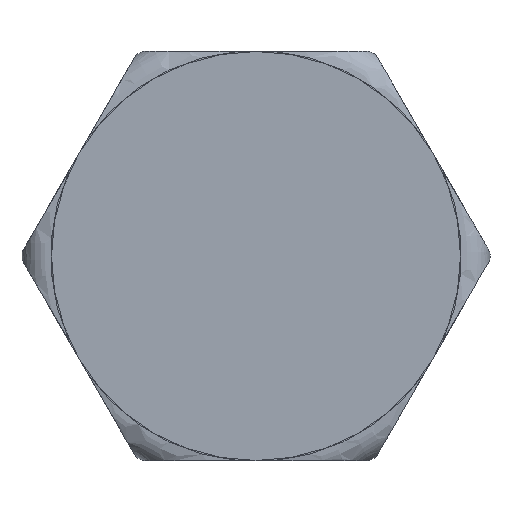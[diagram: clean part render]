
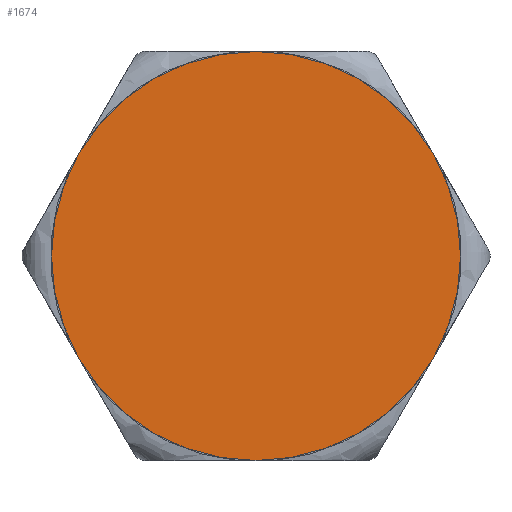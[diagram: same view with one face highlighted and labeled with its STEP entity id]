
A CAD part, left-side view. The second image highlights one B-rep face of the part: STEP entity #1674.
In plain terms, the highlighted planar face has unit normal (-1, 0, 0).
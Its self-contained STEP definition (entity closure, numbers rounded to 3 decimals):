
#349=PLANE('',#1869);
#458=FACE_OUTER_BOUND('',#576,.T.);
#576=EDGE_LOOP('',(#1442));
#633=CIRCLE('',#1810,14.29);
#755=VERTEX_POINT('',#5641);
#951=EDGE_CURVE('',#755,#755,#633,.T.);
#1442=ORIENTED_EDGE('',*,*,#951,.F.);
#1674=ADVANCED_FACE('',(#458),#349,.T.);
#1810=AXIS2_PLACEMENT_3D('',#5642,#2015,#2016);
#1869=AXIS2_PLACEMENT_3D('',#6125,#2165,#2166);
#2015=DIRECTION('center_axis',(1.,0.,0.));
#2016=DIRECTION('ref_axis',(0.,0.,-1.));
#2165=DIRECTION('center_axis',(-1.,0.,0.));
#2166=DIRECTION('ref_axis',(0.,0.,1.));
#5641=CARTESIAN_POINT('',(-32.,14.29,0.));
#5642=CARTESIAN_POINT('Origin',(-32.,0.,0.));
#6125=CARTESIAN_POINT('Origin',(-32.,14.29,0.));
